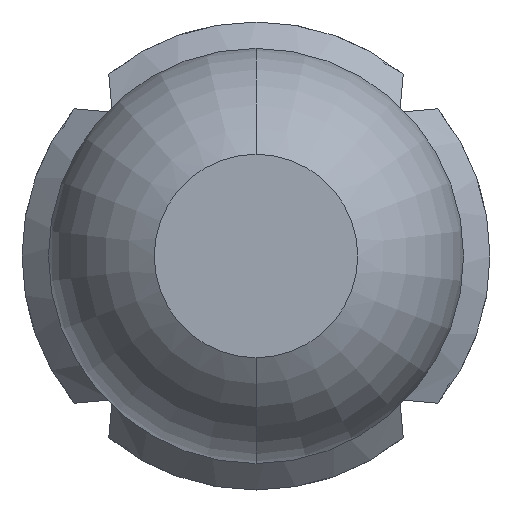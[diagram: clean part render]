
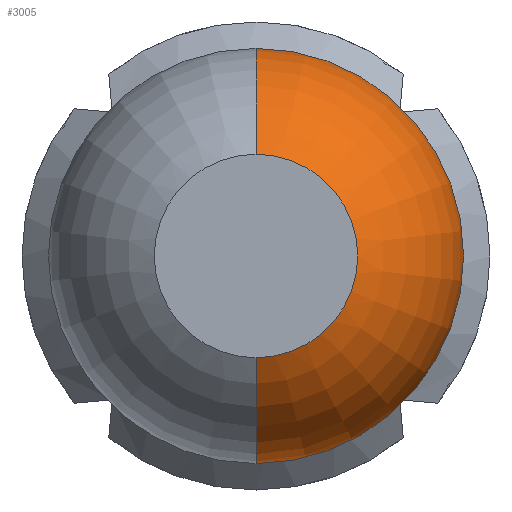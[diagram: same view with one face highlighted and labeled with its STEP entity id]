
A CAD part, front view. The second image highlights one B-rep face of the part: STEP entity #3005.
In plain terms, the highlighted toroidal (fillet/blend) face has major radius 0.01 mm and minor radius 0.5 mm.
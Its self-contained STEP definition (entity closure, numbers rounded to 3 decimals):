
#120 = DIRECTION ( 'NONE',  ( 0., 1., 0. ) ) ;
#146 = CARTESIAN_POINT ( 'NONE',  ( 0., -27.4, 0. ) ) ;
#253 = DIRECTION ( 'NONE',  ( 0., 0., 1. ) ) ;
#295 = CARTESIAN_POINT ( 'NONE',  ( 0., -26.961, -0.51 ) ) ;
#327 = CARTESIAN_POINT ( 'NONE',  ( 0., -26.961, 0.51 ) ) ;
#490 = CIRCLE ( 'NONE', #2435, 0.5 ) ;
#501 = ORIENTED_EDGE ( 'NONE', *, *, #3274, .T. ) ;
#562 = EDGE_LOOP ( 'NONE', ( #2245, #501, #3068, #1776 ) ) ;
#565 = VERTEX_POINT ( 'NONE', #295 ) ;
#702 = CARTESIAN_POINT ( 'NONE',  ( 0., -27.4, -0.25 ) ) ;
#717 = EDGE_CURVE ( 'Defeature ausgef�hrt1_6+Defeature ausgef�hrt1_5+Defeature ausgef�hrt1_5+Defeature ausgef�hrt1_5', #1842, #565, #3211, .T. ) ;
#792 = VERTEX_POINT ( 'NONE', #702 ) ;
#810 = AXIS2_PLACEMENT_3D ( 'NONE', #3387, #859, #253 ) ;
#858 = CIRCLE ( 'NONE', #1513, 0.25 ) ;
#859 = DIRECTION ( 'NONE',  ( -1., 0., 0. ) ) ;
#964 = CARTESIAN_POINT ( 'NONE',  ( 0., -26.961, 0. ) ) ;
#1136 = EDGE_CURVE ( 'Defeature ausgef�hrt1_21+Defeature ausgef�hrt1_5+Defeature ausgef�hrt1_5+Defeature ausgef�hrt1_5', #792, #1992, #858, .T. ) ;
#1171 = DIRECTION ( 'NONE',  ( 0., 0., 1. ) ) ;
#1431 = DIRECTION ( 'NONE',  ( 0., 1., 0. ) ) ;
#1513 = AXIS2_PLACEMENT_3D ( 'NONE', #146, #2429, #1570 ) ;
#1570 = DIRECTION ( 'NONE',  ( 0., 0., -1. ) ) ;
#1590 = CARTESIAN_POINT ( 'NONE',  ( 0., -26.961, -0.01 ) ) ;
#1621 = EDGE_CURVE ( 'NONE', #1992, #1842, #2724, .T. ) ;
#1715 = CARTESIAN_POINT ( 'NONE',  ( 0., -26.961, 0. ) ) ;
#1776 = ORIENTED_EDGE ( 'NONE', *, *, #1621, .F. ) ;
#1842 = VERTEX_POINT ( 'NONE', #327 ) ;
#1992 = VERTEX_POINT ( 'NONE', #2320 ) ;
#2129 = AXIS2_PLACEMENT_3D ( 'NONE', #1715, #1431, #1171 ) ;
#2146 = TOROIDAL_SURFACE ( 'NONE', #2129, 0.01, 0.5 ) ;
#2245 = ORIENTED_EDGE ( 'NONE', *, *, #1136, .F. ) ;
#2320 = CARTESIAN_POINT ( 'NONE',  ( 0., -27.4, 0.25 ) ) ;
#2333 = AXIS2_PLACEMENT_3D ( 'NONE', #964, #120, #2450 ) ;
#2429 = DIRECTION ( 'NONE',  ( 0., -1., 0. ) ) ;
#2435 = AXIS2_PLACEMENT_3D ( 'NONE', #1590, #3588, #3021 ) ;
#2450 = DIRECTION ( 'NONE',  ( 0., 0., 1. ) ) ;
#2724 = CIRCLE ( 'NONE', #810, 0.5 ) ;
#2857 = FACE_OUTER_BOUND ( 'NONE', #562, .T. ) ;
#3005 = ADVANCED_FACE ( 'Defeature ausgef�hrt1_5', ( #2857 ), #2146, .T. ) ;
#3021 = DIRECTION ( 'NONE',  ( 0., 0., -1. ) ) ;
#3068 = ORIENTED_EDGE ( 'NONE', *, *, #717, .F. ) ;
#3211 = CIRCLE ( 'NONE', #2333, 0.51 ) ;
#3274 = EDGE_CURVE ( 'NONE', #792, #565, #490, .T. ) ;
#3387 = CARTESIAN_POINT ( 'NONE',  ( 0., -26.961, 0.01 ) ) ;
#3588 = DIRECTION ( 'NONE',  ( 1., 0., 0. ) ) ;
